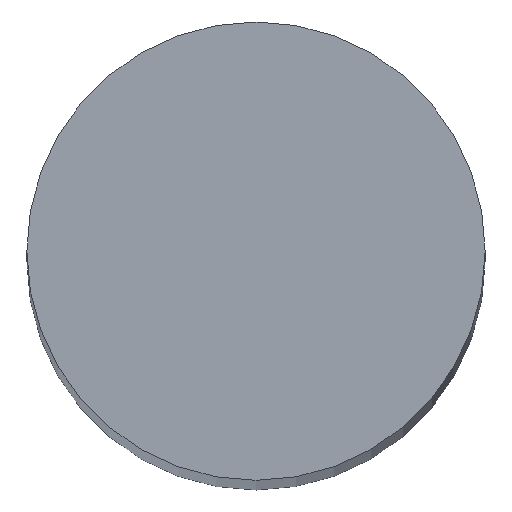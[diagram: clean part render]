
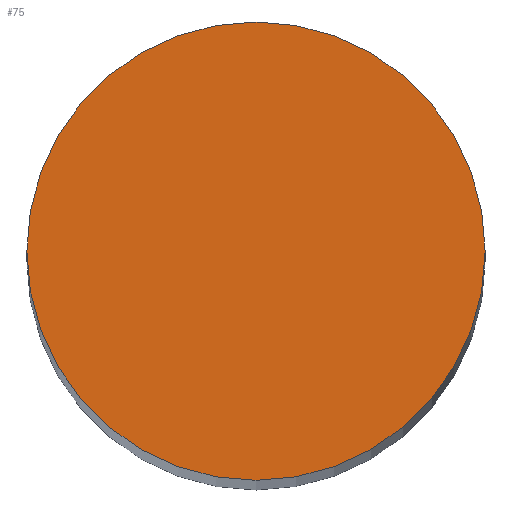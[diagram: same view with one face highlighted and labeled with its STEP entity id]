
A CAD part, top view. The second image highlights one B-rep face of the part: STEP entity #75.
In plain terms, the highlighted planar face has unit normal (0, 0, 1).
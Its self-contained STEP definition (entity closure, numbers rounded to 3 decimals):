
#61=EDGE_CURVE('240[2]',#126,#126,#127,.T.);
#75=ADVANCED_FACE('240[2]',(#147),#148,.T.);
#126=VERTEX_POINT('',#263);
#127=CIRCLE('',#264,12.0);
#147=FACE_OUTER_BOUND('',#354,.T.);
#148=PLANE('',#355);
#263=CARTESIAN_POINT('',(0.,12.0,290.0));
#264=AXIS2_PLACEMENT_3D('',#388,#389,#390);
#354=EDGE_LOOP('',(#411));
#355=AXIS2_PLACEMENT_3D('',#412,#413,#414);
#388=CARTESIAN_POINT('',(0.,0.,290.0));
#389=DIRECTION('',(0.,0.,-1.0));
#390=DIRECTION('',(0.,1.0,0.));
#411=ORIENTED_EDGE('',*,*,#61,.F.);
#412=CARTESIAN_POINT('',(0.,6.,290.0));
#413=DIRECTION('',(0.,0.,1.0));
#414=DIRECTION('',(1.0,0.,0.0));
